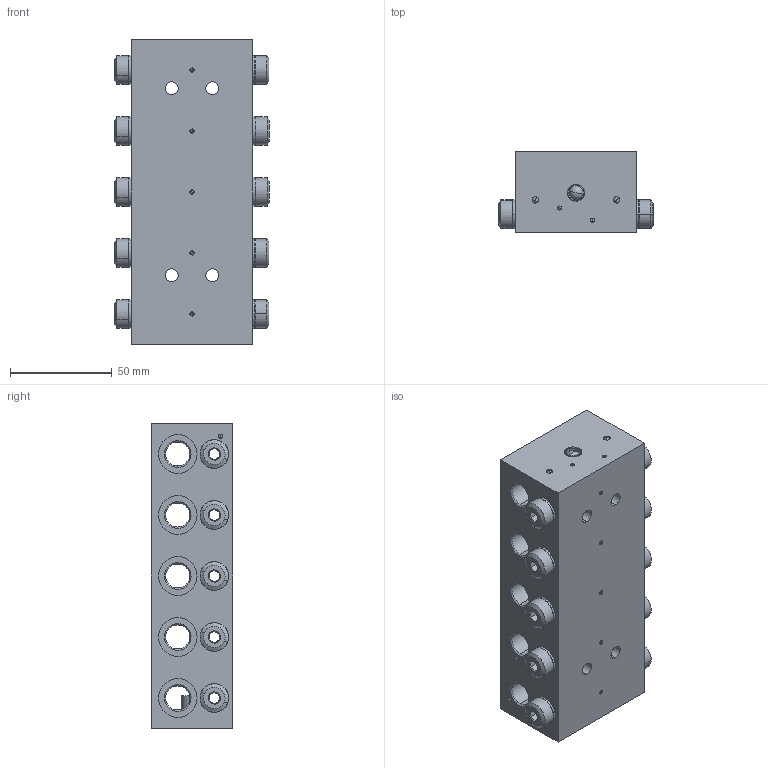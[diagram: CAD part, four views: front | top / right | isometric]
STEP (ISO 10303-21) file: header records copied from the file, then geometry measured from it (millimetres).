
FILE_DESCRIPTION (( 'STEP AP203' ), '1' );
FILE_NAME ('6002005-SKSL10.STEP', '2025-02-28T07:47:17', ( '' ), ( '' ), 'SwSTEP 2.0', 'SolidWorks 2020', '' );
FILE_SCHEMA (( 'CONFIG_CONTROL_DESIGN' ));
Length unit declared in the file: millimetre
Products named in the file (1): 6002005-SKSL10
Bounding box: 76 x 40 x 150 mm (x, y, z)
Surface area: 52799.7 mm2 (no closed solid volume)
Topology: 0 solids, 64 shells, 656 faces, 2677 edges, 2004 vertices
Faces by surface type: plane 259, cylinder 152, bspline 113, cone 64, sphere 48, torus 20
Entity records: 38949 total; most frequent: CARTESIAN_POINT 19623, ORIENTED_EDGE 3753, DIRECTION 3239, EDGE_CURVE 2557, VERTEX_POINT 1932, LINE 1089, VECTOR 1089, AXIS2_PLACEMENT_3D 1075
